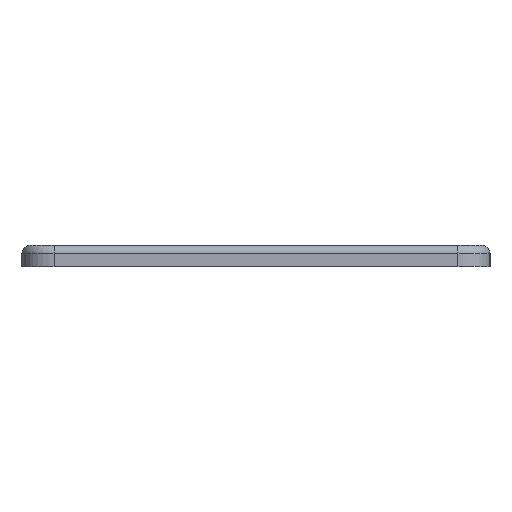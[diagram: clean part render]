
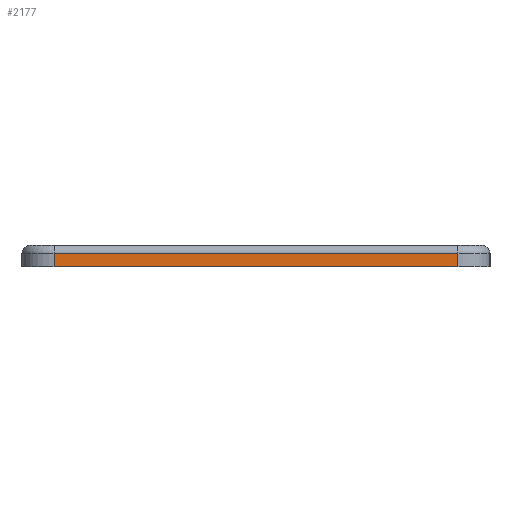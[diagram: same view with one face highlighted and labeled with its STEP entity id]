
A CAD part, left-side view. The second image highlights one B-rep face of the part: STEP entity #2177.
In plain terms, the highlighted planar face has unit normal (-1, 0, 0).
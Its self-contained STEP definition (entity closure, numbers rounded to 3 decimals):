
#1631=CARTESIAN_POINT('',(-220.55,-62.913,11.));
#1632=VERTEX_POINT('',#1631);
#1640=CARTESIAN_POINT('',(-220.55,62.913,11.));
#1641=VERTEX_POINT('',#1640);
#1642=CARTESIAN_POINT('',(-220.55,-62.913,11.));
#1643=DIRECTION('',(0.,1.,0.));
#1644=VECTOR('',#1643,125.825);
#1645=LINE('',#1642,#1644);
#1646=EDGE_CURVE('',#1632,#1641,#1645,.T.);
#2134=CARTESIAN_POINT('',(-220.55,62.913,15.1));
#2135=VERTEX_POINT('',#2134);
#2136=CARTESIAN_POINT('',(-220.55,62.913,15.1));
#2137=DIRECTION('',(0.,0.,-1.));
#2138=VECTOR('',#2137,4.1);
#2139=LINE('',#2136,#2138);
#2140=EDGE_CURVE('',#2135,#1641,#2139,.T.);
#2154=CARTESIAN_POINT('',(-220.55,-0.,17.6));
#2155=DIRECTION('',(-1.,0.,0.));
#2156=DIRECTION('',(0.,0.,1.));
#2157=AXIS2_PLACEMENT_3D('',#2154,#2155,#2156);
#2158=PLANE('',#2157);
#2159=CARTESIAN_POINT('',(-220.55,-62.913,15.1));
#2160=VERTEX_POINT('',#2159);
#2161=CARTESIAN_POINT('',(-220.55,-62.913,15.1));
#2162=DIRECTION('',(-0.,-0.,-1.));
#2163=VECTOR('',#2162,4.1);
#2164=LINE('',#2161,#2163);
#2165=EDGE_CURVE('',#2160,#1632,#2164,.T.);
#2166=ORIENTED_EDGE('',*,*,#2165,.F.);
#2167=CARTESIAN_POINT('',(-220.55,-62.913,15.1));
#2168=DIRECTION('',(0.,1.,0.));
#2169=VECTOR('',#2168,125.825);
#2170=LINE('',#2167,#2169);
#2171=EDGE_CURVE('',#2160,#2135,#2170,.T.);
#2172=ORIENTED_EDGE('',*,*,#2171,.T.);
#2173=ORIENTED_EDGE('',*,*,#2140,.T.);
#2174=ORIENTED_EDGE('',*,*,#1646,.F.);
#2175=EDGE_LOOP('',(#2166,#2172,#2173,#2174));
#2176=FACE_BOUND('',#2175,.T.);
#2177=ADVANCED_FACE('',(#2176),#2158,.T.);
